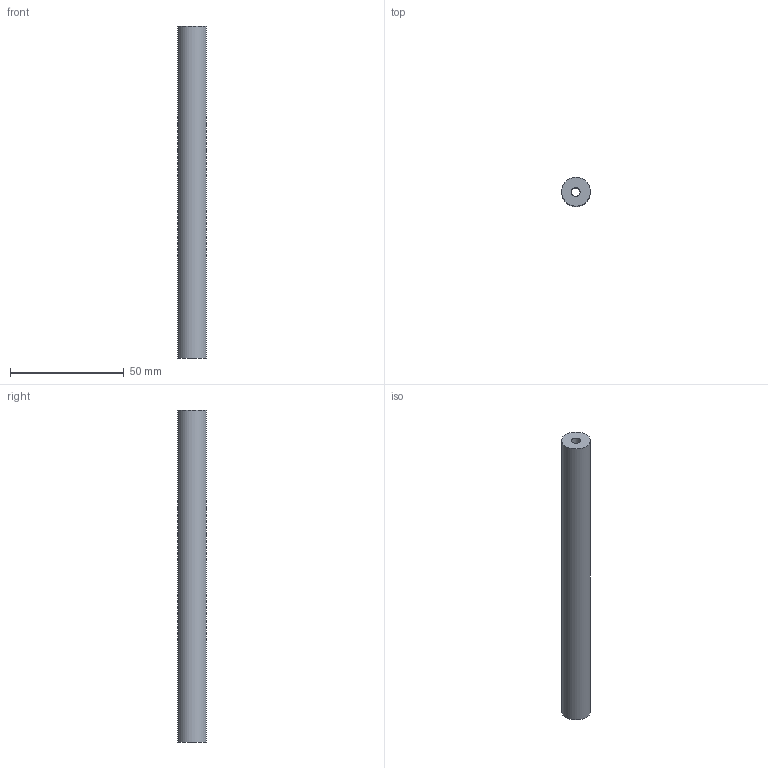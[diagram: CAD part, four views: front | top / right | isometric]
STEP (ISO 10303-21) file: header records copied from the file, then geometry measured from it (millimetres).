
FILE_DESCRIPTION(/* description */ ('STEP AP203'),/* implementation_level */ '2;1');
FILE_NAME(/* name */ '1886K21_Rotary Shaft _Short.stp',/* time_stamp */ '2025-12-10T17:38:25-05:00',/* author */ ('t205b'),/* organization */ ('Managed by Terraform'),/* preprocessor_version */ 'ST-DEVELOPER v20.1',/* originating_system */ 'Autodesk Inventor 2026',/* authorisation */ '');
FILE_SCHEMA (('AUTOMOTIVE_DESIGN { 1 0 10303 214 3 1 1 }'));
Length unit declared in the file: inch
Products named in the file (1): 1886K21_Rotary Shaft _Short
Bounding box: 12.7 x 12.7 x 146.05 mm (x, y, z)
Volume: 17864.9 mm3; surface area: 6717 mm2
Topology: 1 solids, 1 shells, 7 faces, 13 edges, 8 vertices
Faces by surface type: cylinder 3, cone 2, plane 2
Full cylindrical faces by diameter (mm): 3.962 x2, 12.7 x1
Entity records: 212 total; most frequent: DIRECTION 33, CARTESIAN_POINT 27, ORIENTED_EDGE 22, AXIS2_PLACEMENT_3D 14, EDGE_CURVE 11, EDGE_LOOP 9, VERTEX_POINT 8, FACE_OUTER_BOUND 7
